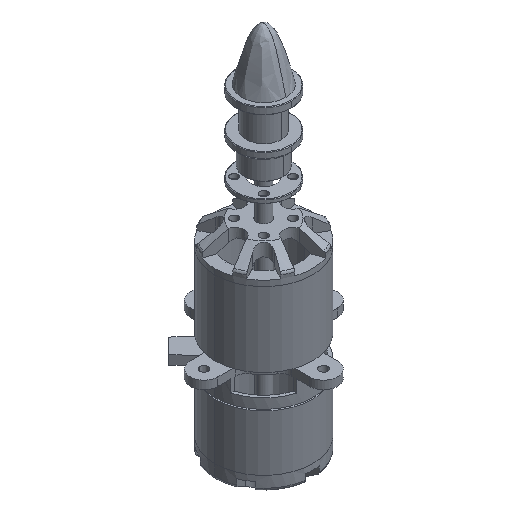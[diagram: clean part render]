
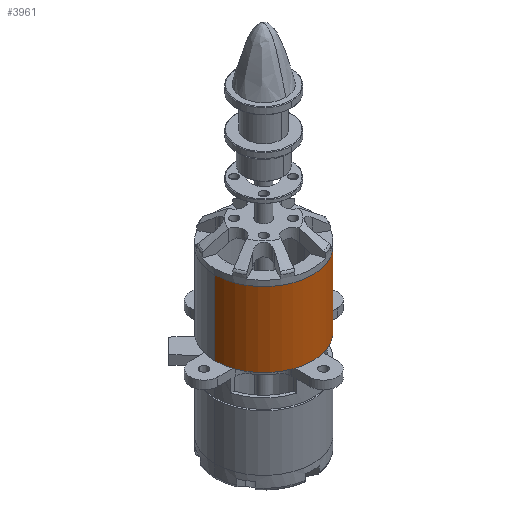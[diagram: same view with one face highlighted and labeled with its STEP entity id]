
A CAD part, isometric view. The second image highlights one B-rep face of the part: STEP entity #3961.
In plain terms, the highlighted cylindrical face has radius 17.577 mm (diameter 35.154 mm), a partial arc.
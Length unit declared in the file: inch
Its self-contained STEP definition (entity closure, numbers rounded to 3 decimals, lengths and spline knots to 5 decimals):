
#183 = DIRECTION ( 'NONE',  ( 1., 0., 0. ) ) ;
#1034 = LINE ( 'NONE', #2750, #7532 ) ;
#1168 = ORIENTED_EDGE ( 'NONE', *, *, #4778, .T. ) ;
#1655 = CARTESIAN_POINT ( 'NONE',  ( 0.692, 0., 1.074 ) ) ;
#1823 = ORIENTED_EDGE ( 'NONE', *, *, #3553, .F. ) ;
#1953 = VERTEX_POINT ( 'NONE', #2345 ) ;
#2071 = CYLINDRICAL_SURFACE ( 'NONE', #3851, 0.692 ) ;
#2319 = DIRECTION ( 'NONE',  ( 0., 0., -1. ) ) ;
#2345 = CARTESIAN_POINT ( 'NONE',  ( -0.692, 0., 1.074 ) ) ;
#2381 = ORIENTED_EDGE ( 'NONE', *, *, #8514, .T. ) ;
#2597 = EDGE_CURVE ( 'NONE', #7956, #4655, #4296, .T. ) ;
#2740 = FACE_OUTER_BOUND ( 'NONE', #7739, .T. ) ;
#2750 = CARTESIAN_POINT ( 'NONE',  ( -0.692, 0., 1.074 ) ) ;
#2841 = AXIS2_PLACEMENT_3D ( 'NONE', #8347, #2913, #183 ) ;
#2913 = DIRECTION ( 'NONE',  ( 0., 0., 1. ) ) ;
#3553 = EDGE_CURVE ( 'NONE', #1953, #7956, #5792, .T. ) ;
#3781 = CARTESIAN_POINT ( 'NONE',  ( -0.692, 0., 0.02 ) ) ;
#3851 = AXIS2_PLACEMENT_3D ( 'NONE', #4384, #2319, #7843 ) ;
#3961 = ADVANCED_FACE ( 'NONE', ( #2740 ), #2071, .T. ) ;
#4296 = LINE ( 'NONE', #1655, #5695 ) ;
#4384 = CARTESIAN_POINT ( 'NONE',  ( 0., 0., 1.074 ) ) ;
#4468 = CIRCLE ( 'NONE', #2841, 0.692 ) ;
#4655 = VERTEX_POINT ( 'NONE', #8164 ) ;
#4762 = AXIS2_PLACEMENT_3D ( 'NONE', #7311, #6624, #5209 ) ;
#4778 = EDGE_CURVE ( 'NONE', #8752, #4655, #4468, .T. ) ;
#5209 = DIRECTION ( 'NONE',  ( 1., 0., 0. ) ) ;
#5684 = ORIENTED_EDGE ( 'NONE', *, *, #2597, .F. ) ;
#5695 = VECTOR ( 'NONE', #8542, 39.37008 ) ;
#5792 = CIRCLE ( 'NONE', #4762, 0.692 ) ;
#6624 = DIRECTION ( 'NONE',  ( 0., 0., 1. ) ) ;
#7311 = CARTESIAN_POINT ( 'NONE',  ( 0., 0., 1.074 ) ) ;
#7532 = VECTOR ( 'NONE', #8296, 39.37008 ) ;
#7739 = EDGE_LOOP ( 'NONE', ( #5684, #1823, #2381, #1168 ) ) ;
#7843 = DIRECTION ( 'NONE',  ( -1., 0., 0. ) ) ;
#7956 = VERTEX_POINT ( 'NONE', #8205 ) ;
#8164 = CARTESIAN_POINT ( 'NONE',  ( 0.692, 0., 0.02 ) ) ;
#8205 = CARTESIAN_POINT ( 'NONE',  ( 0.692, 0., 1.074 ) ) ;
#8296 = DIRECTION ( 'NONE',  ( 0., 0., -1. ) ) ;
#8347 = CARTESIAN_POINT ( 'NONE',  ( 0., 0., 0.02 ) ) ;
#8514 = EDGE_CURVE ( 'NONE', #1953, #8752, #1034, .T. ) ;
#8542 = DIRECTION ( 'NONE',  ( 0., 0., -1. ) ) ;
#8752 = VERTEX_POINT ( 'NONE', #3781 ) ;
